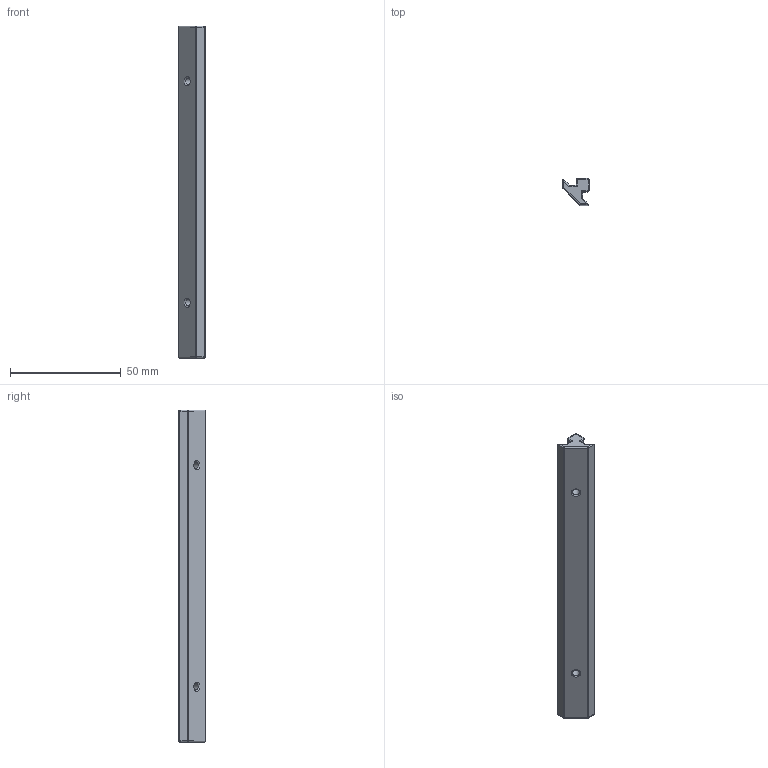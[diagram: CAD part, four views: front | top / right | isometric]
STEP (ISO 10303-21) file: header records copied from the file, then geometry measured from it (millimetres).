
FILE_DESCRIPTION(('STEP AP242'), '1');
FILE_NAME('item3dPrinterTermoboxPlankV2_2', '', ('UNSPECIFIED'), ('UNSPECIFIED'), 'C3D Converter', 'C3D Toolkit', '');
FILE_SCHEMA(('AP242_MANAGED_MODEL_BASED_3D_ENGINEERING_MIM_LF { 1 0 10303 442 1 1 4 }'));
Length unit declared in the file: millimetre
Bounding box: 12 x 12 x 150 mm (x, y, z)
Volume: 12740.5 mm3; surface area: 7748.1 mm2
Topology: 1 solids, 1 shells, 72 faces, 168 edges, 88 vertices
Faces by surface type: cylinder 33, bspline 14, plane 13, torus 8, sphere 4
Full cylindrical faces by diameter (mm): 3.2 x2
Entity records: 5381 total; most frequent: CARTESIAN_POINT 3891, ORIENTED_EDGE 312, DIRECTION 284, EDGE_CURVE 156, AXIS2_PLACEMENT_3D 109, VERTEX_POINT 88, EDGE_LOOP 78, ADVANCED_FACE 72
